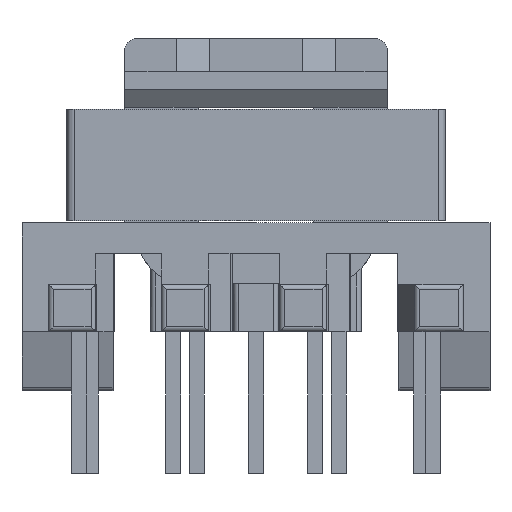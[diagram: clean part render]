
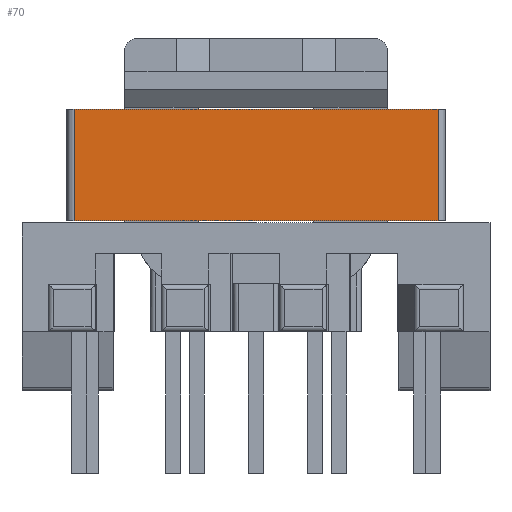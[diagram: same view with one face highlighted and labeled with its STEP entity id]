
A CAD part, front view. The second image highlights one B-rep face of the part: STEP entity #70.
In plain terms, the highlighted face is planar.
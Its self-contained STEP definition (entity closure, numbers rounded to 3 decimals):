
#70 = ADVANCED_FACE( '', ( #133 ), #134, .T. );
#133 = FACE_OUTER_BOUND( '', #199, .T. );
#134 = PLANE( '', #200 );
#199 = EDGE_LOOP( '', ( #549, #550, #551, #552 ) );
#200 = AXIS2_PLACEMENT_3D( '', #553, #554, #555 );
#549 = ORIENTED_EDGE( '', *, *, #1176, .F. );
#550 = ORIENTED_EDGE( '', *, *, #1184, .T. );
#551 = ORIENTED_EDGE( '', *, *, #1185, .T. );
#552 = ORIENTED_EDGE( '', *, *, #1165, .T. );
#553 = CARTESIAN_POINT( '', ( -8., 8.2, 2.35 ) );
#554 = DIRECTION( '', ( 0., 1., 0. ) );
#555 = DIRECTION( '', ( -1., 0., 0. ) );
#1165 = EDGE_CURVE( '', #1742, #1746, #1748, .T. );
#1176 = EDGE_CURVE( '', #1762, #1746, #1764, .T. );
#1184 = EDGE_CURVE( '', #1762, #1776, #1777, .F. );
#1185 = EDGE_CURVE( '', #1776, #1742, #1778, .T. );
#1742 = VERTEX_POINT( '', #3934 );
#1746 = VERTEX_POINT( '', #3939 );
#1748 = LINE( '', #3941, #3942 );
#1762 = VERTEX_POINT( '', #3962 );
#1764 = LINE( '', #3964, #3965 );
#1776 = VERTEX_POINT( '', #3983 );
#1777 = LINE( '', #3984, #3985 );
#1778 = LINE( '', #3986, #3987 );
#3934 = CARTESIAN_POINT( '', ( 7.7, 8.2, 2.35 ) );
#3939 = CARTESIAN_POINT( '', ( 7.7, 8.2, -2.35 ) );
#3941 = CARTESIAN_POINT( '', ( 7.7, 8.2, 2.35 ) );
#3942 = VECTOR( '', #4716, 1000. );
#3962 = CARTESIAN_POINT( '', ( -7.7, 8.2, -2.35 ) );
#3964 = CARTESIAN_POINT( '', ( -8., 8.2, -2.35 ) );
#3965 = VECTOR( '', #4726, 1000. );
#3983 = CARTESIAN_POINT( '', ( -7.7, 8.2, 2.35 ) );
#3984 = CARTESIAN_POINT( '', ( -7.7, 8.2, 2.35 ) );
#3985 = VECTOR( '', #4733, 1000. );
#3986 = CARTESIAN_POINT( '', ( -8., 8.2, 2.35 ) );
#3987 = VECTOR( '', #4734, 1000. );
#4716 = DIRECTION( '', ( 0., 0., -1. ) );
#4726 = DIRECTION( '', ( 1., 0., 0. ) );
#4733 = DIRECTION( '', ( 0., 0., -1. ) );
#4734 = DIRECTION( '', ( 1., 0., 0. ) );
